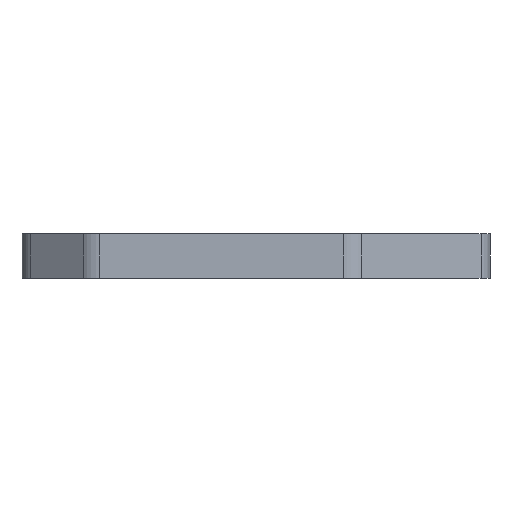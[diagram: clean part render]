
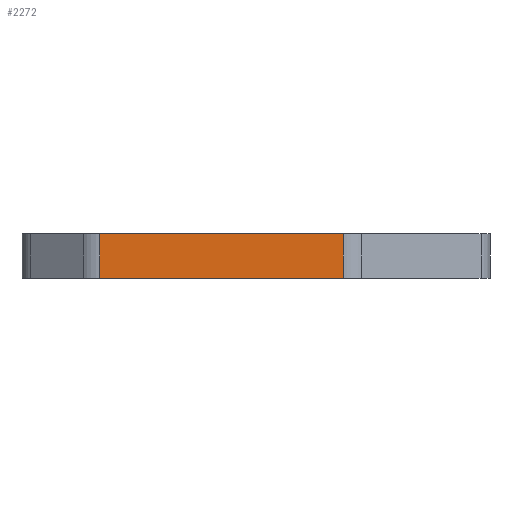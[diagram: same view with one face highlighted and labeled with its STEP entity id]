
A CAD part, front view. The second image highlights one B-rep face of the part: STEP entity #2272.
In plain terms, the highlighted planar face has unit normal (0, -1, 0).
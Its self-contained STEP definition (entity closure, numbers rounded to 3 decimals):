
#110=PLANE('',#2547);
#142=FACE_OUTER_BOUND('',#343,.T.);
#343=EDGE_LOOP('',(#1690,#1691,#1692,#1693));
#482=LINE('',#3548,#617);
#494=LINE('',#3698,#629);
#503=LINE('',#3729,#638);
#507=LINE('',#3851,#642);
#617=VECTOR('',#2756,10.);
#629=VECTOR('',#2902,10.);
#638=VECTOR('',#2929,10.);
#642=VECTOR('',#3051,10.);
#954=VERTEX_POINT('',#3545);
#955=VERTEX_POINT('',#3547);
#1026=VERTEX_POINT('',#3697);
#1039=VERTEX_POINT('',#3728);
#1178=EDGE_CURVE('',#954,#955,#482,.T.);
#1253=EDGE_CURVE('',#955,#1026,#494,.T.);
#1269=EDGE_CURVE('',#1026,#1039,#503,.T.);
#1331=EDGE_CURVE('',#1039,#954,#507,.T.);
#1690=ORIENTED_EDGE('',*,*,#1253,.F.);
#1691=ORIENTED_EDGE('',*,*,#1178,.F.);
#1692=ORIENTED_EDGE('',*,*,#1331,.F.);
#1693=ORIENTED_EDGE('',*,*,#1269,.F.);
#2272=ADVANCED_FACE('',(#142),#110,.T.);
#2547=AXIS2_PLACEMENT_3D('',#3854,#3055,#3056);
#2756=DIRECTION('',(-1.,0.,0.));
#2902=DIRECTION('',(0.,0.,1.));
#2929=DIRECTION('',(1.,0.,0.));
#3051=DIRECTION('',(0.,0.,-1.));
#3055=DIRECTION('center_axis',(0.,-1.,0.));
#3056=DIRECTION('ref_axis',(1.,0.,0.));
#3545=CARTESIAN_POINT('',(36.229,-27.6,15.));
#3547=CARTESIAN_POINT('',(8.787,-27.6,15.));
#3548=CARTESIAN_POINT('',(43.7,-27.6,15.));
#3697=CARTESIAN_POINT('',(8.787,-27.6,20.));
#3698=CARTESIAN_POINT('',(8.787,-27.6,17.5));
#3728=CARTESIAN_POINT('',(36.229,-27.6,20.));
#3729=CARTESIAN_POINT('',(43.7,-27.6,20.));
#3851=CARTESIAN_POINT('',(36.229,-27.6,17.5));
#3854=CARTESIAN_POINT('Origin',(0.,-27.6,15.));
